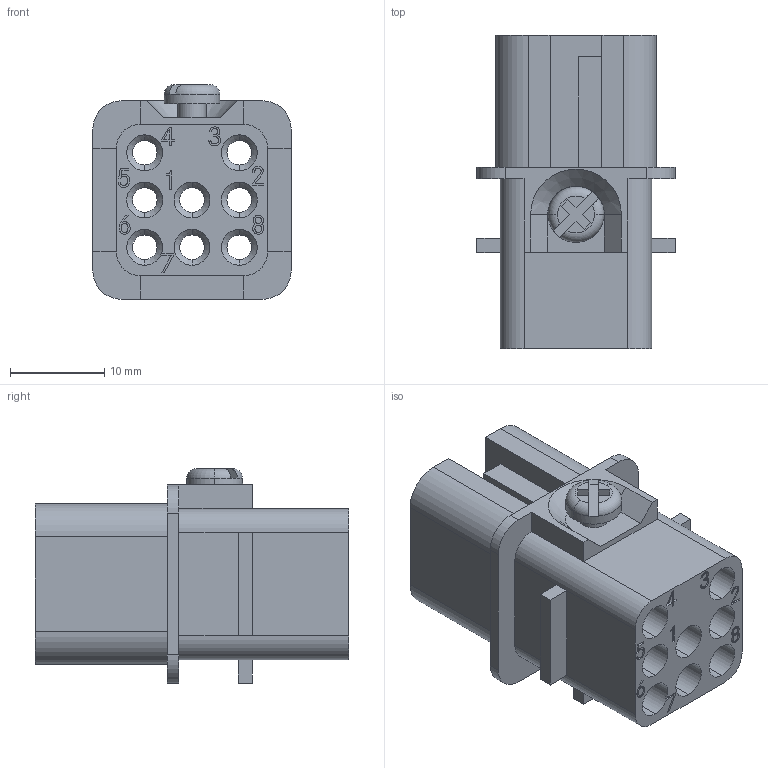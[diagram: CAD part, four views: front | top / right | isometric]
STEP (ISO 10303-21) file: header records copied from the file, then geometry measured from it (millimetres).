
FILE_DESCRIPTION(('HOOPS Exchange Step'),'2;1');
FILE_NAME('export-4C308FC5-5AAB-4C71-A846-E0CC204F7AA5.stp','2020-10-28T08:54:05+01:00',('Engineering'),('Alibre'),'HOOPS Exchange 2020.0','Alibre','Unknown authorisation');
FILE_SCHEMA( ('AP242_MANAGED_MODEL_BASED_3D_ENGINEERING_MIM_LF {1 0 10303 442 1 1 4 }') );
Length unit declared in the file: millimetre
Products named in the file (1): 3437 EPIC® H-D 8 BCM Insert (8) Female
Bounding box: 21 x 33.2 x 22.7 mm (x, y, z)
Volume: 6213.3 mm3; surface area: 6263.5 mm2
Topology: 1 solids, 1 shells, 531 faces, 1400 edges, 918 vertices
Faces by surface type: cylinder 272, plane 238, cone 17, torus 4
Entity records: 16692 total; most frequent: DIRECTION 3021, CARTESIAN_POINT 2947, ORIENTED_EDGE 2800, EDGE_CURVE 1400, AXIS2_PLACEMENT_3D 1095, VERTEX_POINT 918, VECTOR 831, LINE 831
